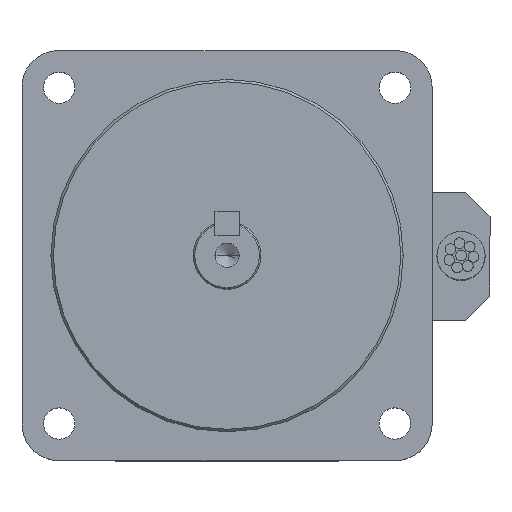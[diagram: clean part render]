
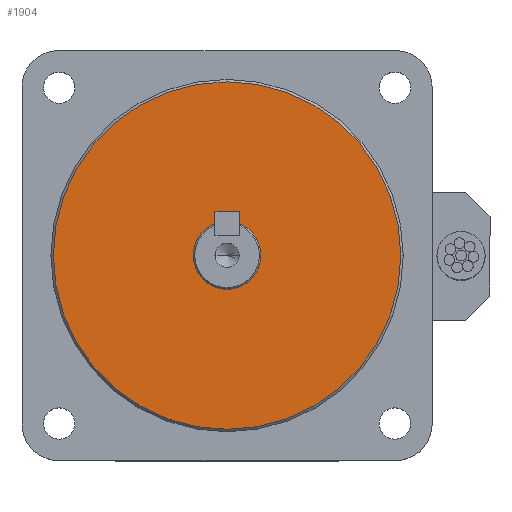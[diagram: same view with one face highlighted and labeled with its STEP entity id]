
A CAD part, top view. The second image highlights one B-rep face of the part: STEP entity #1904.
In plain terms, the highlighted planar face has unit normal (0, 0, 1).
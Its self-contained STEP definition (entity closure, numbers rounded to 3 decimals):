
#84 = EDGE_CURVE ( 'NONE', #1498, #2920, #1414, .T. ) ;
#184 = AXIS2_PLACEMENT_3D ( 'NONE', #2150, #3054, #581 ) ;
#329 = EDGE_CURVE ( 'NONE', #2812, #1299, #687, .T. ) ;
#456 = PLANE ( 'NONE',  #184 ) ;
#581 = DIRECTION ( 'NONE',  ( 1., 0., 0. ) ) ;
#597 = DIRECTION ( 'NONE',  ( 0., 0., -1. ) ) ;
#687 = CIRCLE ( 'NONE', #2515, 7. ) ;
#783 = ORIENTED_EDGE ( 'NONE', *, *, #2533, .T. ) ;
#815 = ORIENTED_EDGE ( 'NONE', *, *, #1835, .T. ) ;
#955 = ORIENTED_EDGE ( 'NONE', *, *, #84, .T. ) ;
#1010 = DIRECTION ( 'NONE',  ( 1., 0., 0. ) ) ;
#1031 = ORIENTED_EDGE ( 'NONE', *, *, #329, .T. ) ;
#1047 = CARTESIAN_POINT ( 'NONE',  ( 0., 0., 98. ) ) ;
#1095 = AXIS2_PLACEMENT_3D ( 'NONE', #1417, #597, #2231 ) ;
#1239 = CARTESIAN_POINT ( 'NONE',  ( 7., 0., 98. ) ) ;
#1287 = CARTESIAN_POINT ( 'NONE',  ( -36.013, 0., 98. ) ) ;
#1299 = VERTEX_POINT ( 'NONE', #1563 ) ;
#1303 = CARTESIAN_POINT ( 'NONE',  ( 36.013, 0., 98. ) ) ;
#1378 = CARTESIAN_POINT ( 'NONE',  ( 0., 0., 98. ) ) ;
#1414 = CIRCLE ( 'NONE', #1783, 36.013 ) ;
#1416 = AXIS2_PLACEMENT_3D ( 'NONE', #1378, #3019, #1641 ) ;
#1417 = CARTESIAN_POINT ( 'NONE',  ( 0., 0., 98. ) ) ;
#1498 = VERTEX_POINT ( 'NONE', #1303 ) ;
#1563 = CARTESIAN_POINT ( 'NONE',  ( -7., 0., 98. ) ) ;
#1641 = DIRECTION ( 'NONE',  ( 1., 0., 0. ) ) ;
#1651 = EDGE_LOOP ( 'NONE', ( #815, #1031 ) ) ;
#1783 = AXIS2_PLACEMENT_3D ( 'NONE', #2649, #2402, #1010 ) ;
#1835 = EDGE_CURVE ( 'NONE', #1299, #2812, #2867, .T. ) ;
#1904 = ADVANCED_FACE ( 'NONE', ( #1980, #2536 ), #456, .T. ) ;
#1980 = FACE_BOUND ( 'NONE', #1651, .T. ) ;
#2150 = CARTESIAN_POINT ( 'NONE',  ( 0., 0., 98. ) ) ;
#2231 = DIRECTION ( 'NONE',  ( 1., 0., 0. ) ) ;
#2402 = DIRECTION ( 'NONE',  ( 0., 0., 1. ) ) ;
#2515 = AXIS2_PLACEMENT_3D ( 'NONE', #1047, #2796, #2822 ) ;
#2533 = EDGE_CURVE ( 'NONE', #2920, #1498, #3115, .T. ) ;
#2536 = FACE_OUTER_BOUND ( 'NONE', #2966, .T. ) ;
#2649 = CARTESIAN_POINT ( 'NONE',  ( 0., 0., 98. ) ) ;
#2796 = DIRECTION ( 'NONE',  ( 0., 0., -1. ) ) ;
#2812 = VERTEX_POINT ( 'NONE', #1239 ) ;
#2822 = DIRECTION ( 'NONE',  ( 1., 0., 0. ) ) ;
#2867 = CIRCLE ( 'NONE', #1095, 7. ) ;
#2920 = VERTEX_POINT ( 'NONE', #1287 ) ;
#2966 = EDGE_LOOP ( 'NONE', ( #783, #955 ) ) ;
#3019 = DIRECTION ( 'NONE',  ( 0., 0., 1. ) ) ;
#3054 = DIRECTION ( 'NONE',  ( 0., 0., 1. ) ) ;
#3115 = CIRCLE ( 'NONE', #1416, 36.013 ) ;
